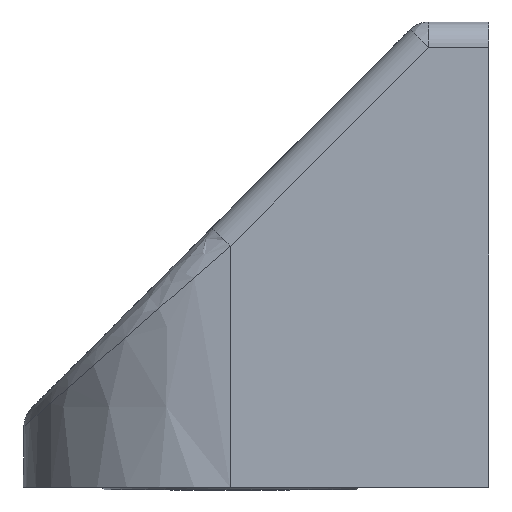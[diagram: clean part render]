
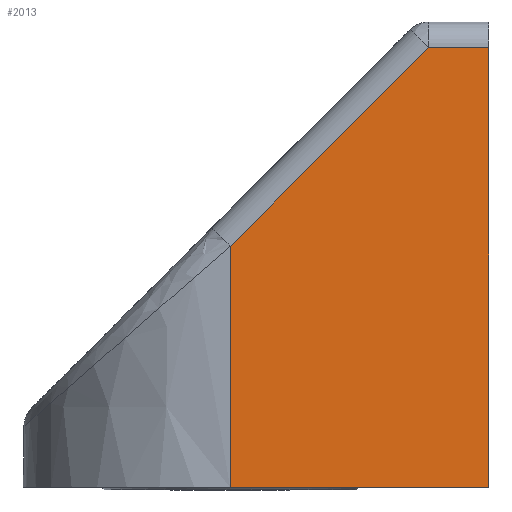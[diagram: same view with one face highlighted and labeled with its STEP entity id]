
A CAD part, front view. The second image highlights one B-rep face of the part: STEP entity #2013.
In plain terms, the highlighted planar face has unit normal (0, -1, 0.009).
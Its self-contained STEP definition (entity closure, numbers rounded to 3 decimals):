
#10 = ORIENTED_EDGE ( 'NONE', *, *, #966, .T. ) ;
#117 = DIRECTION ( 'NONE',  ( 0., 0.009, 1. ) ) ;
#165 = EDGE_CURVE ( 'NONE', #2626, #802, #1811, .T. ) ;
#205 = LINE ( 'NONE', #1402, #856 ) ;
#223 = LINE ( 'NONE', #1339, #1473 ) ;
#311 = CARTESIAN_POINT ( 'NONE',  ( -45.756, -33.085, 16.017 ) ) ;
#332 = CARTESIAN_POINT ( 'NONE',  ( -45.756, -33.382, -18. ) ) ;
#334 = VECTOR ( 'NONE', #1584, 1000. ) ;
#337 = VERTEX_POINT ( 'NONE', #332 ) ;
#351 = DIRECTION ( 'NONE',  ( 0., -0.009, -1. ) ) ;
#536 = DIRECTION ( 'NONE',  ( 1., 0., 0. ) ) ;
#604 = VECTOR ( 'NONE', #536, 1000. ) ;
#605 = FACE_OUTER_BOUND ( 'NONE', #1516, .T. ) ;
#717 = VECTOR ( 'NONE', #117, 1000. ) ;
#801 = LINE ( 'NONE', #1361, #717 ) ;
#802 = VERTEX_POINT ( 'NONE', #3073 ) ;
#807 = EDGE_CURVE ( 'NONE', #802, #337, #223, .T. ) ;
#856 = VECTOR ( 'NONE', #1655, 1000. ) ;
#966 = EDGE_CURVE ( 'NONE', #2796, #3051, #801, .T. ) ;
#1141 = ORIENTED_EDGE ( 'NONE', *, *, #2382, .F. ) ;
#1186 = ORIENTED_EDGE ( 'NONE', *, *, #165, .T. ) ;
#1339 = CARTESIAN_POINT ( 'NONE',  ( -45.756, -33.382, -18. ) ) ;
#1361 = CARTESIAN_POINT ( 'NONE',  ( -25.756, -33.382, -18. ) ) ;
#1389 = DIRECTION ( 'NONE',  ( 0., -1., 0.009 ) ) ;
#1402 = CARTESIAN_POINT ( 'NONE',  ( -25.756, -33.382, -18. ) ) ;
#1473 = VECTOR ( 'NONE', #351, 1000. ) ;
#1516 = EDGE_LOOP ( 'NONE', ( #2093, #10, #1141, #1186, #3113 ) ) ;
#1581 = CARTESIAN_POINT ( 'NONE',  ( -25.756, -33.085, 16.017 ) ) ;
#1584 = DIRECTION ( 'NONE',  ( -0.707, -0.006, -0.707 ) ) ;
#1655 = DIRECTION ( 'NONE',  ( 1., 0., 0. ) ) ;
#1661 = CARTESIAN_POINT ( 'NONE',  ( -25.756, -33.382, -18. ) ) ;
#1811 = LINE ( 'NONE', #2082, #334 ) ;
#1879 = AXIS2_PLACEMENT_3D ( 'NONE', #2871, #1389, #3119 ) ;
#2013 = ADVANCED_FACE ( 'NONE', ( #605 ), #3110, .T. ) ;
#2082 = CARTESIAN_POINT ( 'NONE',  ( -30.404, -33.085, 16.017 ) ) ;
#2093 = ORIENTED_EDGE ( 'NONE', *, *, #3219, .T. ) ;
#2382 = EDGE_CURVE ( 'NONE', #2626, #3051, #2516, .T. ) ;
#2516 = LINE ( 'NONE', #311, #604 ) ;
#2593 = CARTESIAN_POINT ( 'NONE',  ( -30.404, -33.085, 16.017 ) ) ;
#2626 = VERTEX_POINT ( 'NONE', #2593 ) ;
#2796 = VERTEX_POINT ( 'NONE', #1661 ) ;
#2871 = CARTESIAN_POINT ( 'NONE',  ( -25.756, -33.382, -18. ) ) ;
#3051 = VERTEX_POINT ( 'NONE', #1581 ) ;
#3073 = CARTESIAN_POINT ( 'NONE',  ( -45.756, -33.219, 0.665 ) ) ;
#3110 = PLANE ( 'NONE',  #1879 ) ;
#3113 = ORIENTED_EDGE ( 'NONE', *, *, #807, .T. ) ;
#3119 = DIRECTION ( 'NONE',  ( 0., -0.009, -1. ) ) ;
#3219 = EDGE_CURVE ( 'NONE', #337, #2796, #205, .T. ) ;
